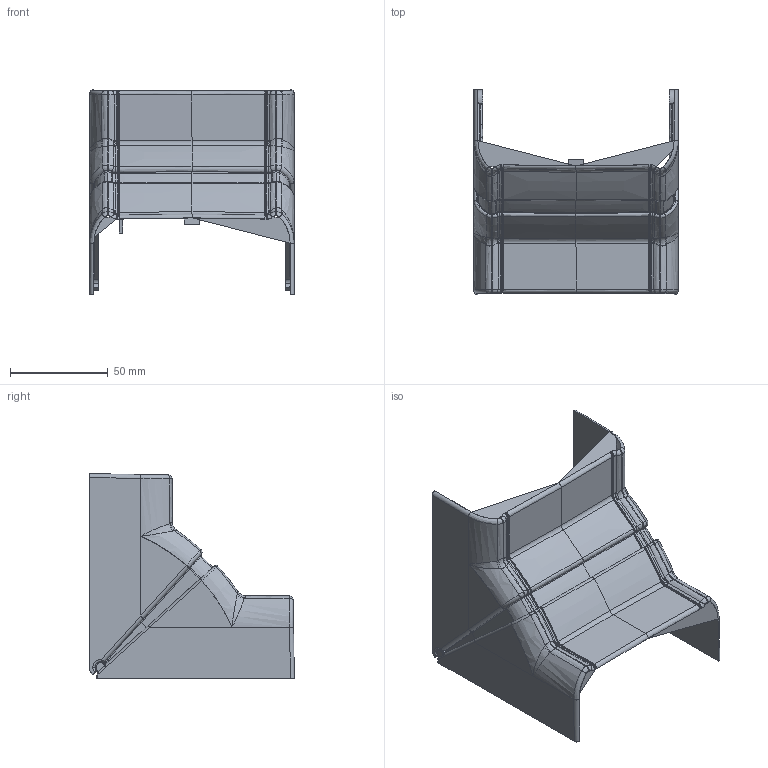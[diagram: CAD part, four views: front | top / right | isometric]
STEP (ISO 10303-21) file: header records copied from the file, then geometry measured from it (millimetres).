
FILE_DESCRIPTION (( 'STEP AP214' ), '1' );
FILE_NAME ('ÀÃÈÅ 010.05.000 ÑÁ_Âíóòðåííèé èçìåíÿåìûé óãîë äëÿ Ê.Ê.Ïðàéìåð 100õ40.STEP', '2016-07-19T08:05:32', ( '' ), ( '' ), 'SwSTEP 2.0', 'SolidWorks 2014', '' );
FILE_SCHEMA (( 'AUTOMOTIVE_DESIGN' ));
Length unit declared in the file: millimetre
Products named in the file (1): ÀÃÈÅ 010.05.000 ÑÁ_Âíóòðåííèé èçìåíÿåìûé óãîë äëÿ Ê.Ê.Ïðàéìåð 100õ40
Bounding box: 104.39 x 104.62 x 104.62 mm (x, y, z)
Volume: 52079.4 mm3; surface area: 54524.9 mm2
Topology: 2 solids, 2 shells, 903 faces, 2139 edges, 1205 vertices
Faces by surface type: bspline 639, cylinder 149, plane 109, cone 6
Entity records: 78612 total; most frequent: CARTESIAN_POINT 63463, ORIENTED_EDGE 4200, EDGE_CURVE 2100, B_SPLINE_CURVE_WITH_KNOTS 1535, VERTEX_POINT 1205, DIRECTION 1190, EDGE_LOOP 907, ADVANCED_FACE 903
